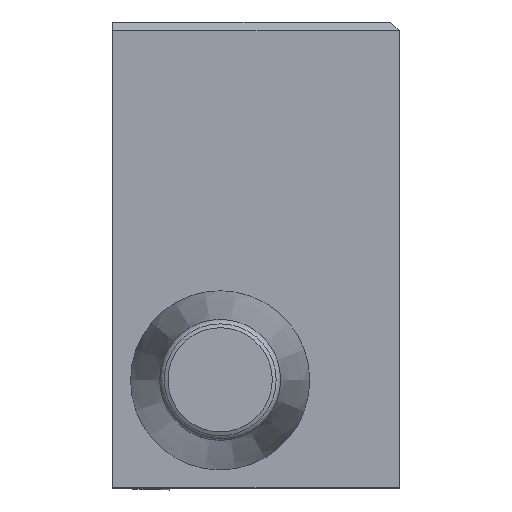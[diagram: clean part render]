
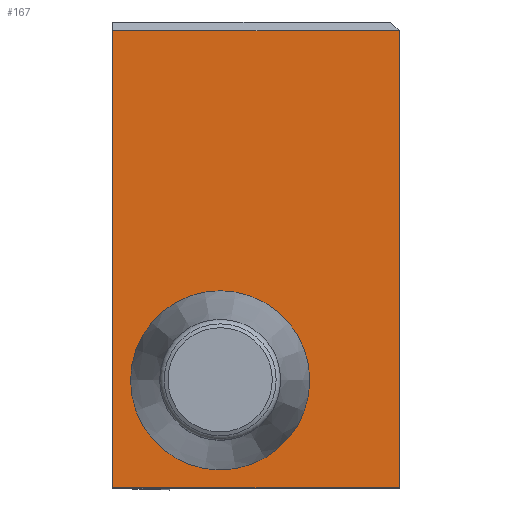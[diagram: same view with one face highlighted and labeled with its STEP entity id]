
A CAD part, top view. The second image highlights one B-rep face of the part: STEP entity #167.
In plain terms, the highlighted planar face has unit normal (0, 0, 1).
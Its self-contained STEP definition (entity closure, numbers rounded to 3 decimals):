
#103=FACE_BOUND('',#263,.T.);
#104=FACE_BOUND('',#264,.T.);
#135=CIRCLE('',#839,5.);
#167=ADVANCED_FACE('AL5R_SU1',(#103,#104),#205,.T.);
#205=PLANE('',#840);
#263=EDGE_LOOP('',(#390));
#264=EDGE_LOOP('',(#391,#392,#393,#394));
#390=ORIENTED_EDGE('',*,*,#584,.T.);
#391=ORIENTED_EDGE('',*,*,#576,.T.);
#392=ORIENTED_EDGE('',*,*,#582,.T.);
#393=ORIENTED_EDGE('',*,*,#578,.F.);
#394=ORIENTED_EDGE('',*,*,#559,.T.);
#493=VERTEX_POINT('',#1139);
#494=VERTEX_POINT('',#1141);
#505=VERTEX_POINT('',#1173);
#506=VERTEX_POINT('',#1178);
#507=VERTEX_POINT('',#1191);
#559=EDGE_CURVE('',#494,#493,#644,.T.);
#576=EDGE_CURVE('',#493,#505,#658,.T.);
#578=EDGE_CURVE('',#494,#506,#660,.T.);
#582=EDGE_CURVE('',#505,#506,#663,.T.);
#584=EDGE_CURVE('',#507,#507,#135,.T.);
#644=LINE('',#1140,#713);
#658=LINE('',#1174,#727);
#660=LINE('',#1177,#729);
#663=LINE('',#1186,#732);
#713=VECTOR('',#923,1.);
#727=VECTOR('',#953,1.);
#729=VECTOR('',#957,1.);
#732=VECTOR('',#970,1.);
#839=AXIS2_PLACEMENT_3D('',#1190,#976,#977);
#840=AXIS2_PLACEMENT_3D('',#1192,#978,#979);
#923=DIRECTION('',(1.,0.,0.));
#953=DIRECTION('',(0.,1.,0.));
#957=DIRECTION('',(0.,1.,0.));
#970=DIRECTION('',(-1.,0.,0.));
#976=DIRECTION('',(0.,0.,-1.));
#977=DIRECTION('',(1.,0.,0.));
#978=DIRECTION('',(0.,0.,1.));
#979=DIRECTION('',(-1.,0.,0.));
#1139=CARTESIAN_POINT('',(10.,-6.,0.));
#1140=CARTESIAN_POINT('',(-10.,-6.,0.));
#1141=CARTESIAN_POINT('',(-6.,-6.,0.));
#1173=CARTESIAN_POINT('',(10.,19.5,0.));
#1174=CARTESIAN_POINT('',(10.,-6.,0.));
#1177=CARTESIAN_POINT('',(-6.,0.,0.));
#1178=CARTESIAN_POINT('',(-6.,19.5,0.));
#1186=CARTESIAN_POINT('',(0.,19.5,0.));
#1190=CARTESIAN_POINT('',(0.,0.,0.));
#1191=CARTESIAN_POINT('',(5.,0.,0.));
#1192=CARTESIAN_POINT('',(2.,6.75,0.));
